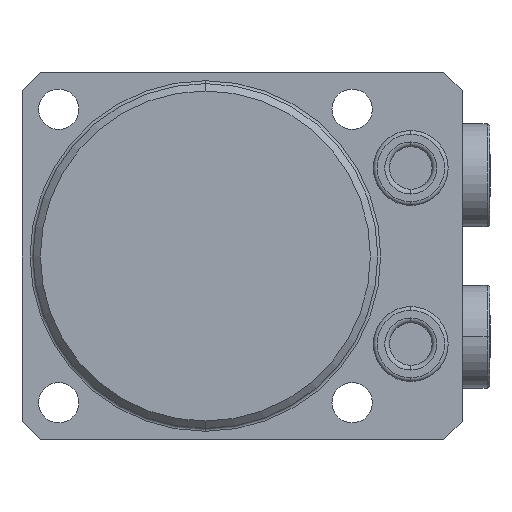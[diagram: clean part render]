
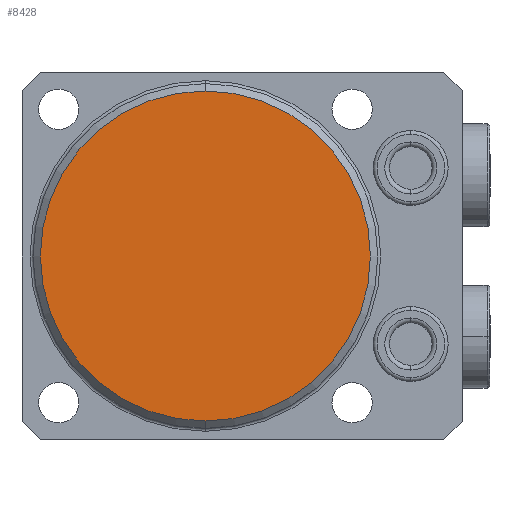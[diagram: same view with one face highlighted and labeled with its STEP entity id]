
A CAD part, front view. The second image highlights one B-rep face of the part: STEP entity #8428.
In plain terms, the highlighted planar face has unit normal (0, -1, 0).
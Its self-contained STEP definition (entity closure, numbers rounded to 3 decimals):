
#20 = AXIS2_PLACEMENT_3D ( 'NONE', #8257, #8256, #8254 ) ;
#106 = AXIS2_PLACEMENT_3D ( 'NONE', #7365, #7364, #7360 ) ;
#344 = EDGE_CURVE ( 'NONE', #4146, #4150, #3822, .T. ) ;
#560 = EDGE_CURVE ( 'NONE', #4150, #4146, #3030, .T. ) ;
#1421 = CARTESIAN_POINT ( 'NONE',  ( 0., -39.5, 22.5 ) ) ;
#1943 = CARTESIAN_POINT ( 'NONE',  ( 0., -39.5, -22.5 ) ) ;
#2372 = AXIS2_PLACEMENT_3D ( 'NONE', #3155, #3679, #3678 ) ;
#3030 = CIRCLE ( 'NONE', #20, 22.5 ) ;
#3139 = PLANE ( 'NONE',  #2372 ) ;
#3155 = CARTESIAN_POINT ( 'NONE',  ( 0., -39.5, 0. ) ) ;
#3678 = DIRECTION ( 'NONE',  ( 0., 0., 1. ) ) ;
#3679 = DIRECTION ( 'NONE',  ( 0., 1., 0. ) ) ;
#3822 = CIRCLE ( 'NONE', #106, 22.5 ) ;
#4146 = VERTEX_POINT ( 'NONE', #1421 ) ;
#4150 = VERTEX_POINT ( 'NONE', #1943 ) ;
#4590 = ORIENTED_EDGE ( 'NONE', *, *, #560, .T. ) ;
#4602 = ORIENTED_EDGE ( 'NONE', *, *, #344, .T. ) ;
#5399 = FACE_OUTER_BOUND ( 'NONE', #5813, .T. ) ;
#5813 = EDGE_LOOP ( 'NONE', ( #4602, #4590 ) ) ;
#7360 = DIRECTION ( 'NONE',  ( 0., 0., 1. ) ) ;
#7364 = DIRECTION ( 'NONE',  ( 0., -1., 0. ) ) ;
#7365 = CARTESIAN_POINT ( 'NONE',  ( 0., -39.5, 0. ) ) ;
#8254 = DIRECTION ( 'NONE',  ( 0., 0., 1. ) ) ;
#8256 = DIRECTION ( 'NONE',  ( 0., -1., 0. ) ) ;
#8257 = CARTESIAN_POINT ( 'NONE',  ( 0., -39.5, 0. ) ) ;
#8428 = ADVANCED_FACE ( 'NONE', ( #5399 ), #3139, .F. ) ;
